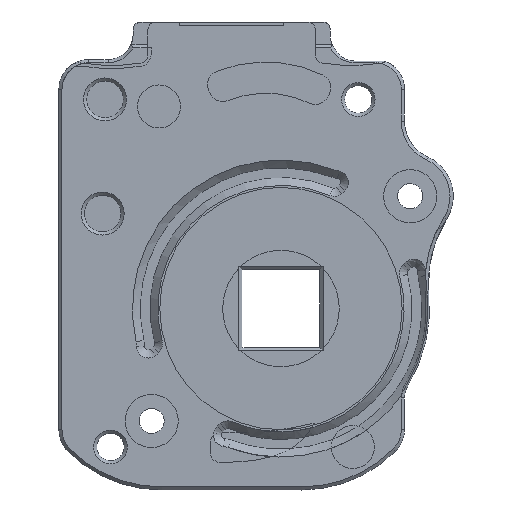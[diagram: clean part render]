
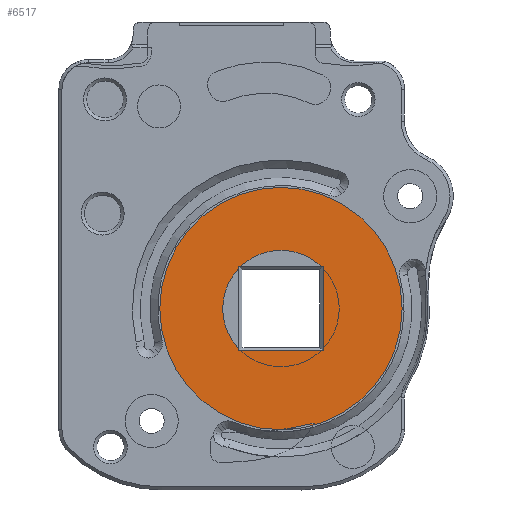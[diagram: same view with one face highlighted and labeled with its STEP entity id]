
A CAD part, left-side view. The second image highlights one B-rep face of the part: STEP entity #6517.
In plain terms, the highlighted planar face has unit normal (-1, 0, 0).
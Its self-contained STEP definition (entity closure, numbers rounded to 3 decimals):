
#57=FACE_BOUND('',#1137,.T.);
#362=PLANE('',#7245);
#720=FACE_OUTER_BOUND('',#1136,.T.);
#1136=EDGE_LOOP('',(#5840));
#1137=EDGE_LOOP('',(#5841,#5842,#5843,#5844));
#1709=LINE('',#11895,#2221);
#1712=LINE('',#11900,#2224);
#1714=LINE('',#11904,#2226);
#1716=LINE('',#11907,#2228);
#2221=VECTOR('',#8855,10.);
#2224=VECTOR('',#8860,10.);
#2226=VECTOR('',#8864,10.);
#2228=VECTOR('',#8868,10.);
#2627=CIRCLE('',#7246,15.5);
#3147=VERTEX_POINT('',#11893);
#3148=VERTEX_POINT('',#11894);
#3149=VERTEX_POINT('',#11899);
#3150=VERTEX_POINT('',#11903);
#3208=VERTEX_POINT('',#12150);
#4008=EDGE_CURVE('',#3147,#3148,#1709,.T.);
#4011=EDGE_CURVE('',#3148,#3149,#1712,.T.);
#4013=EDGE_CURVE('',#3149,#3150,#1714,.T.);
#4015=EDGE_CURVE('',#3150,#3147,#1716,.T.);
#4110=EDGE_CURVE('',#3208,#3208,#2627,.T.);
#5840=ORIENTED_EDGE('',*,*,#4110,.F.);
#5841=ORIENTED_EDGE('',*,*,#4015,.F.);
#5842=ORIENTED_EDGE('',*,*,#4013,.F.);
#5843=ORIENTED_EDGE('',*,*,#4011,.F.);
#5844=ORIENTED_EDGE('',*,*,#4008,.F.);
#6517=ADVANCED_FACE('',(#720,#57),#362,.T.);
#7245=AXIS2_PLACEMENT_3D('',#12149,#9068,#9069);
#7246=AXIS2_PLACEMENT_3D('',#12151,#9070,#9071);
#8855=DIRECTION('',(0.,-1.,0.));
#8860=DIRECTION('',(0.,0.,1.));
#8864=DIRECTION('',(0.,1.,0.));
#8868=DIRECTION('',(0.,0.,-1.));
#9068=DIRECTION('center_axis',(-1.,0.,0.));
#9069=DIRECTION('ref_axis',(0.,1.,0.));
#9070=DIRECTION('center_axis',(1.,0.,0.));
#9071=DIRECTION('ref_axis',(0.,1.,0.));
#11893=CARTESIAN_POINT('',(-18.097,-0.921,-101.033));
#11894=CARTESIAN_POINT('',(-18.097,-11.691,-101.033));
#11895=CARTESIAN_POINT('',(-18.097,-1.933,-101.033));
#11899=CARTESIAN_POINT('',(-18.097,-11.691,-90.263));
#11900=CARTESIAN_POINT('',(-18.097,-11.691,-94.779));
#11903=CARTESIAN_POINT('',(-18.097,-0.921,-90.263));
#11904=CARTESIAN_POINT('',(-18.097,-6.918,-90.263));
#11907=CARTESIAN_POINT('',(-18.097,-0.921,-89.794));
#12149=CARTESIAN_POINT('Origin',(-18.097,-2.546,-88.925));
#12150=CARTESIAN_POINT('',(-18.097,-21.806,-95.648));
#12151=CARTESIAN_POINT('Origin',(-18.097,-6.306,-95.648));
